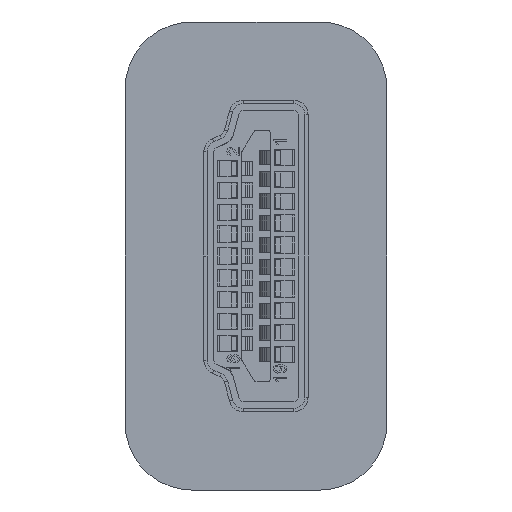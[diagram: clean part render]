
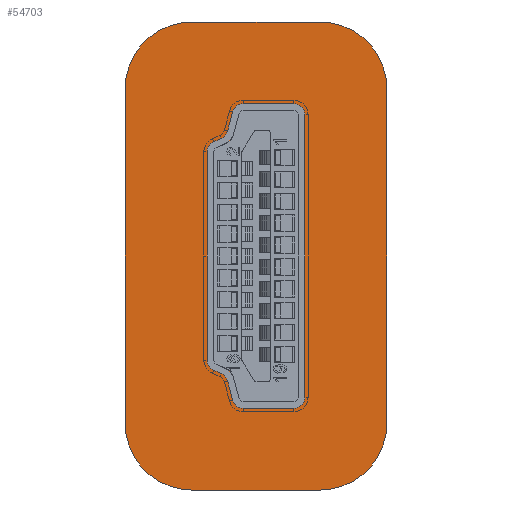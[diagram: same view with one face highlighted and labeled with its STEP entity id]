
A CAD part, left-side view. The second image highlights one B-rep face of the part: STEP entity #54703.
In plain terms, the highlighted face is planar.
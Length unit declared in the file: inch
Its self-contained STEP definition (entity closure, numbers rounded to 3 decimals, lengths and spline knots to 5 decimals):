
#2149 = DIRECTION ( 'NONE',  ( 1., 0., 0. ) ) ;
#2833 = AXIS2_PLACEMENT_3D ( 'NONE', #45392, #20779, #62972 ) ;
#3335 = VERTEX_POINT ( 'NONE', #47141 ) ;
#3666 = CIRCLE ( 'NONE', #2833, 0.12 ) ;
#4630 = CARTESIAN_POINT ( 'NONE',  ( 0.4, -0.235, 0.3 ) ) ;
#6425 = LINE ( 'NONE', #27563, #68320 ) ;
#7144 = EDGE_CURVE ( 'NONE', #16868, #14522, #25335, .T. ) ;
#8384 = ORIENTED_EDGE ( 'NONE', *, *, #36749, .T. ) ;
#8452 = DIRECTION ( 'NONE',  ( 0., 0., 1. ) ) ;
#9729 = AXIS2_PLACEMENT_3D ( 'NONE', #34217, #40553, #46306 ) ;
#10493 = ORIENTED_EDGE ( 'NONE', *, *, #73071, .T. ) ;
#10642 = DIRECTION ( 'NONE',  ( -1., 0., 0. ) ) ;
#11375 = CARTESIAN_POINT ( 'NONE',  ( 0.4, 0.115, -0.42 ) ) ;
#11486 = EDGE_CURVE ( 'NONE', #14522, #76808, #29556, .T. ) ;
#11591 = DIRECTION ( 'NONE',  ( 0., 0., 1. ) ) ;
#12489 = VERTEX_POINT ( 'NONE', #66102 ) ;
#13616 = VECTOR ( 'NONE', #23033, 39.37008 ) ;
#14522 = VERTEX_POINT ( 'NONE', #4630 ) ;
#15307 = CARTESIAN_POINT ( 'NONE',  ( 0.4, -0.235, -0.3 ) ) ;
#16641 = VERTEX_POINT ( 'NONE', #71542 ) ;
#16746 = AXIS2_PLACEMENT_3D ( 'NONE', #71374, #17648, #11591 ) ;
#16868 = VERTEX_POINT ( 'NONE', #38721 ) ;
#17251 = CIRCLE ( 'NONE', #16746, 0.12 ) ;
#17648 = DIRECTION ( 'NONE',  ( 1., 0., 0. ) ) ;
#19770 = VERTEX_POINT ( 'NONE', #11375 ) ;
#20278 = CARTESIAN_POINT ( 'NONE',  ( 0.4, 0.235, 0.3 ) ) ;
#20779 = DIRECTION ( 'NONE',  ( 1., 0., 0. ) ) ;
#23033 = DIRECTION ( 'NONE',  ( 0., 0., -1. ) ) ;
#25257 = ORIENTED_EDGE ( 'NONE', *, *, #33172, .T. ) ;
#25335 = CIRCLE ( 'NONE', #9729, 0.12 ) ;
#27563 = CARTESIAN_POINT ( 'NONE',  ( 0.4, -0.115, -0.42 ) ) ;
#29556 = LINE ( 'NONE', #71776, #13616 ) ;
#31334 = CARTESIAN_POINT ( 'NONE',  ( 0.4, -0.115, 0.42 ) ) ;
#31863 = AXIS2_PLACEMENT_3D ( 'NONE', #67906, #2149, #38015 ) ;
#32532 = DIRECTION ( 'NONE',  ( 0., 1., 0. ) ) ;
#33172 = EDGE_CURVE ( 'NONE', #72856, #12489, #17251, .T. ) ;
#34217 = CARTESIAN_POINT ( 'NONE',  ( 0.4, -0.115, 0.3 ) ) ;
#35204 = ORIENTED_EDGE ( 'NONE', *, *, #35218, .T. ) ;
#35218 = EDGE_CURVE ( 'NONE', #76808, #3335, #41586, .T. ) ;
#36749 = EDGE_CURVE ( 'NONE', #19770, #16641, #3666, .T. ) ;
#38015 = DIRECTION ( 'NONE',  ( 0., 0., -1. ) ) ;
#38721 = CARTESIAN_POINT ( 'NONE',  ( 0.4, -0.115, 0.42 ) ) ;
#39311 = ORIENTED_EDGE ( 'NONE', *, *, #11486, .T. ) ;
#40551 = CARTESIAN_POINT ( 'NONE',  ( 0.4, 0.115, -0.3 ) ) ;
#40553 = DIRECTION ( 'NONE',  ( 1., 0., 0. ) ) ;
#41586 = CIRCLE ( 'NONE', #31863, 0.12 ) ;
#44040 = FACE_OUTER_BOUND ( 'NONE', #55089, .T. ) ;
#45341 = LINE ( 'NONE', #31334, #65049 ) ;
#45392 = CARTESIAN_POINT ( 'NONE',  ( 0.4, 0.115, -0.3 ) ) ;
#46024 = VECTOR ( 'NONE', #8452, 39.37008 ) ;
#46306 = DIRECTION ( 'NONE',  ( 0., 0., 1. ) ) ;
#47141 = CARTESIAN_POINT ( 'NONE',  ( 0.4, -0.115, -0.42 ) ) ;
#50770 = EDGE_CURVE ( 'NONE', #16641, #72856, #70407, .T. ) ;
#52886 = DIRECTION ( 'NONE',  ( 0., 0., 1. ) ) ;
#53192 = EDGE_CURVE ( 'NONE', #12489, #16868, #45341, .T. ) ;
#54703 = ADVANCED_FACE ( 'NONE', ( #44040 ), #76485, .F. ) ;
#55089 = EDGE_LOOP ( 'NONE', ( #8384, #76466, #25257, #73377, #74453, #39311, #35204, #10493 ) ) ;
#62972 = DIRECTION ( 'NONE',  ( 0., 0., 1. ) ) ;
#65049 = VECTOR ( 'NONE', #73576, 39.37008 ) ;
#66102 = CARTESIAN_POINT ( 'NONE',  ( 0.4, 0.115, 0.42 ) ) ;
#67713 = CARTESIAN_POINT ( 'NONE',  ( 0.4, 0.235, 0.3 ) ) ;
#67906 = CARTESIAN_POINT ( 'NONE',  ( 0.4, -0.115, -0.3 ) ) ;
#68320 = VECTOR ( 'NONE', #32532, 39.37008 ) ;
#70407 = LINE ( 'NONE', #67713, #46024 ) ;
#71374 = CARTESIAN_POINT ( 'NONE',  ( 0.4, 0.115, 0.3 ) ) ;
#71542 = CARTESIAN_POINT ( 'NONE',  ( 0.4, 0.235, -0.3 ) ) ;
#71776 = CARTESIAN_POINT ( 'NONE',  ( 0.4, -0.235, 0.3 ) ) ;
#72856 = VERTEX_POINT ( 'NONE', #20278 ) ;
#73071 = EDGE_CURVE ( 'NONE', #3335, #19770, #6425, .T. ) ;
#73377 = ORIENTED_EDGE ( 'NONE', *, *, #53192, .T. ) ;
#73576 = DIRECTION ( 'NONE',  ( 0., -1., 0. ) ) ;
#74453 = ORIENTED_EDGE ( 'NONE', *, *, #7144, .T. ) ;
#76466 = ORIENTED_EDGE ( 'NONE', *, *, #50770, .T. ) ;
#76485 = PLANE ( 'NONE',  #77112 ) ;
#76808 = VERTEX_POINT ( 'NONE', #15307 ) ;
#77112 = AXIS2_PLACEMENT_3D ( 'NONE', #40551, #10642, #52886 ) ;
